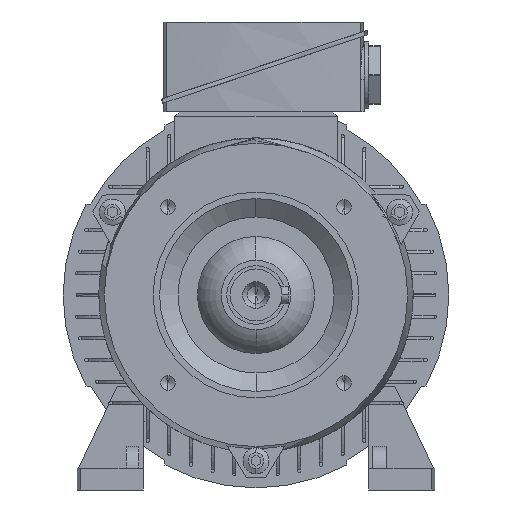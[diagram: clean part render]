
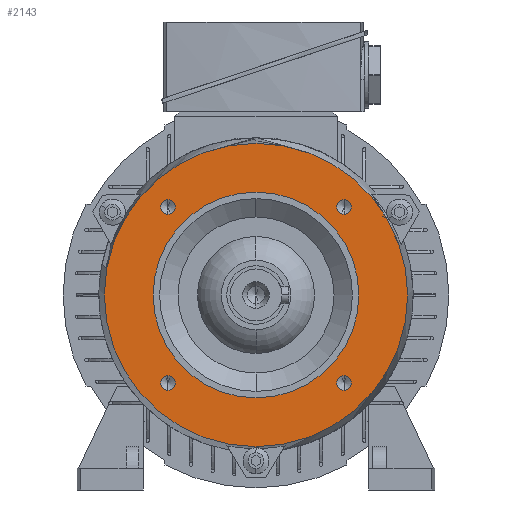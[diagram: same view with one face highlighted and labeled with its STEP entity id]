
A CAD part, left-side view. The second image highlights one B-rep face of the part: STEP entity #2143.
In plain terms, the highlighted planar face has unit normal (-1, 0, 0).
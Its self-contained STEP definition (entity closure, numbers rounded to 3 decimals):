
#2143=ADVANCED_FACE('',(#4326,#4327,#4328,#4329,#4330,#4331),#4332,.T.);
#4326=FACE_BOUND('',#6515,.T.);
#4327=FACE_BOUND('',#6516,.T.);
#4328=FACE_BOUND('',#6517,.T.);
#4329=FACE_BOUND('',#6518,.T.);
#4330=FACE_OUTER_BOUND('',#6519,.T.);
#4331=FACE_BOUND('',#6520,.T.);
#4332=PLANE('',#6521);
#6515=EDGE_LOOP('',(#13319,#13320));
#6516=EDGE_LOOP('',(#13321,#13322));
#6517=EDGE_LOOP('',(#13323,#13324));
#6518=EDGE_LOOP('',(#13325,#13326));
#6519=EDGE_LOOP('',(#13327,#13328));
#6520=EDGE_LOOP('',(#13329,#13330));
#6521=AXIS2_PLACEMENT_3D('',#13331,#13332,#13333);
#13319=ORIENTED_EDGE('',*,*,#16032,.T.);
#13320=ORIENTED_EDGE('',*,*,#13436,.T.);
#13321=ORIENTED_EDGE('',*,*,#16036,.T.);
#13322=ORIENTED_EDGE('',*,*,#13428,.T.);
#13323=ORIENTED_EDGE('',*,*,#16040,.T.);
#13324=ORIENTED_EDGE('',*,*,#13420,.T.);
#13325=ORIENTED_EDGE('',*,*,#16044,.T.);
#13326=ORIENTED_EDGE('',*,*,#13412,.T.);
#13327=ORIENTED_EDGE('',*,*,#16028,.F.);
#13328=ORIENTED_EDGE('',*,*,#13444,.F.);
#13329=ORIENTED_EDGE('',*,*,#13395,.T.);
#13330=ORIENTED_EDGE('',*,*,#16077,.T.);
#13331=CARTESIAN_POINT('',(-34.5,0.0,58.75));
#13332=DIRECTION('',(-1.0,0.0,0.));
#13333=DIRECTION('',(0.,0.0,-1.0));
#13395=EDGE_CURVE('',#16102,#16106,#16108,.T.);
#13412=EDGE_CURVE('',#16137,#16134,#16138,.T.);
#13420=EDGE_CURVE('',#16150,#16147,#16151,.T.);
#13428=EDGE_CURVE('',#16163,#16160,#16164,.T.);
#13436=EDGE_CURVE('',#16176,#16173,#16177,.T.);
#13444=EDGE_CURVE('',#16186,#16189,#16190,.T.);
#16028=EDGE_CURVE('',#16189,#16186,#20048,.T.);
#16032=EDGE_CURVE('',#16173,#16176,#20052,.T.);
#16036=EDGE_CURVE('',#16160,#16163,#20056,.T.);
#16040=EDGE_CURVE('',#16147,#16150,#20060,.T.);
#16044=EDGE_CURVE('',#16134,#16137,#20064,.T.);
#16077=EDGE_CURVE('',#16106,#16102,#20099,.T.);
#16102=VERTEX_POINT('',#20132);
#16106=VERTEX_POINT('',#20137);
#16108=CIRCLE('',#20140,47.5);
#16134=VERTEX_POINT('',#20170);
#16137=VERTEX_POINT('',#20174);
#16138=CIRCLE('',#20175,3.325);
#16147=VERTEX_POINT('',#20187);
#16150=VERTEX_POINT('',#20191);
#16151=CIRCLE('',#20192,3.325);
#16160=VERTEX_POINT('',#20204);
#16163=VERTEX_POINT('',#20208);
#16164=CIRCLE('',#20209,3.325);
#16173=VERTEX_POINT('',#20221);
#16176=VERTEX_POINT('',#20225);
#16177=CIRCLE('',#20226,3.325);
#16186=VERTEX_POINT('',#20238);
#16189=VERTEX_POINT('',#20241);
#16190=CIRCLE('',#20242,70.);
#20048=CIRCLE('',#26967,70.);
#20052=CIRCLE('',#26971,3.325);
#20056=CIRCLE('',#26975,3.325);
#20060=CIRCLE('',#26979,3.325);
#20064=CIRCLE('',#26983,3.325);
#20099=CIRCLE('',#27027,47.5);
#20132=CARTESIAN_POINT('',(-34.5,0.0,47.5));
#20137=CARTESIAN_POINT('',(-34.5,0.,-47.5));
#20140=AXIS2_PLACEMENT_3D('',#27067,#27068,#27069);
#20170=CARTESIAN_POINT('',(-34.5,-40.659,37.334));
#20174=CARTESIAN_POINT('',(-34.5,-40.659,43.984));
#20175=AXIS2_PLACEMENT_3D('',#27096,#27097,#27098);
#20187=CARTESIAN_POINT('',(-34.5,-40.659,-43.984));
#20191=CARTESIAN_POINT('',(-34.5,-40.659,-37.334));
#20192=AXIS2_PLACEMENT_3D('',#27106,#27107,#27108);
#20204=CARTESIAN_POINT('',(-34.5,40.659,-43.984));
#20208=CARTESIAN_POINT('',(-34.5,40.659,-37.334));
#20209=AXIS2_PLACEMENT_3D('',#27116,#27117,#27118);
#20221=CARTESIAN_POINT('',(-34.5,40.659,37.334));
#20225=CARTESIAN_POINT('',(-34.5,40.659,43.984));
#20226=AXIS2_PLACEMENT_3D('',#27126,#27127,#27128);
#20238=CARTESIAN_POINT('',(-34.5,0.,-70.));
#20241=CARTESIAN_POINT('',(-34.5,0.0,70.));
#20242=AXIS2_PLACEMENT_3D('',#27138,#27139,#27140);
#26967=AXIS2_PLACEMENT_3D('',#29981,#29982,#29983);
#26971=AXIS2_PLACEMENT_3D('',#29987,#29988,#29989);
#26975=AXIS2_PLACEMENT_3D('',#29993,#29994,#29995);
#26979=AXIS2_PLACEMENT_3D('',#29999,#30000,#30001);
#26983=AXIS2_PLACEMENT_3D('',#30005,#30006,#30007);
#27027=AXIS2_PLACEMENT_3D('',#30035,#30036,#30037);
#27067=CARTESIAN_POINT('',(-34.5,0.0,0.0));
#27068=DIRECTION('',(1.0,0.0,-0.0));
#27069=DIRECTION('',(0.0,0.0,1.0));
#27096=CARTESIAN_POINT('',(-34.5,-40.659,40.659));
#27097=DIRECTION('',(1.0,0.0,0.));
#27098=DIRECTION('',(0.,0.0,-1.0));
#27106=CARTESIAN_POINT('',(-34.5,-40.659,-40.659));
#27107=DIRECTION('',(1.0,0.0,0.));
#27108=DIRECTION('',(0.,0.0,-1.0));
#27116=CARTESIAN_POINT('',(-34.5,40.659,-40.659));
#27117=DIRECTION('',(1.0,0.0,0.));
#27118=DIRECTION('',(0.,0.0,-1.0));
#27126=CARTESIAN_POINT('',(-34.5,40.659,40.659));
#27127=DIRECTION('',(1.0,0.0,0.));
#27128=DIRECTION('',(0.,0.0,-1.0));
#27138=CARTESIAN_POINT('',(-34.5,0.0,0.0));
#27139=DIRECTION('',(1.0,0.0,-0.0));
#27140=DIRECTION('',(0.0,0.0,1.0));
#29981=CARTESIAN_POINT('',(-34.5,0.0,0.0));
#29982=DIRECTION('',(1.0,0.0,-0.0));
#29983=DIRECTION('',(0.0,0.0,1.0));
#29987=CARTESIAN_POINT('',(-34.5,40.659,40.659));
#29988=DIRECTION('',(1.0,0.0,0.));
#29989=DIRECTION('',(0.,0.0,-1.0));
#29993=CARTESIAN_POINT('',(-34.5,40.659,-40.659));
#29994=DIRECTION('',(1.0,0.0,0.));
#29995=DIRECTION('',(0.,0.0,-1.0));
#29999=CARTESIAN_POINT('',(-34.5,-40.659,-40.659));
#30000=DIRECTION('',(1.0,0.0,0.));
#30001=DIRECTION('',(0.,0.0,-1.0));
#30005=CARTESIAN_POINT('',(-34.5,-40.659,40.659));
#30006=DIRECTION('',(1.0,0.0,0.));
#30007=DIRECTION('',(0.,0.0,-1.0));
#30035=CARTESIAN_POINT('',(-34.5,0.0,0.0));
#30036=DIRECTION('',(1.0,0.0,-0.0));
#30037=DIRECTION('',(0.0,0.0,1.0));
